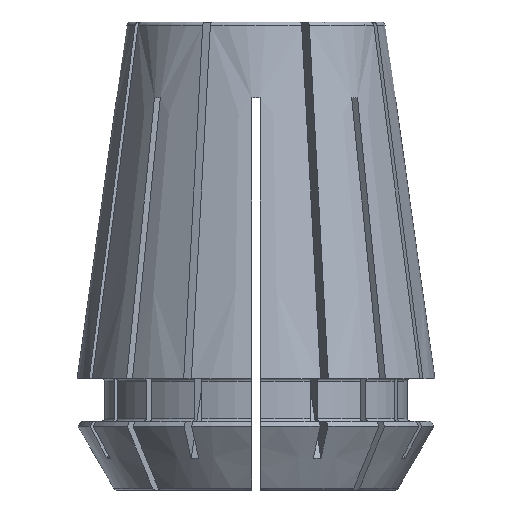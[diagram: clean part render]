
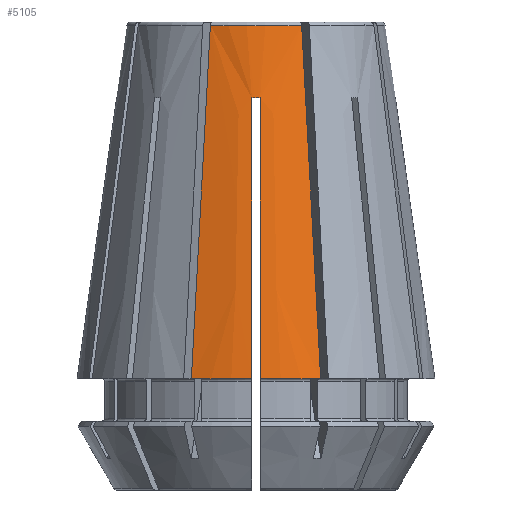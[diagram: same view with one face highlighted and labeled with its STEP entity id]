
A CAD part, front view. The second image highlights one B-rep face of the part: STEP entity #5105.
In plain terms, the highlighted conical face has half-angle 8 degrees and reference radius 13 mm.
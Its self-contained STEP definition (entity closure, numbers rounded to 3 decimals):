
#216=B_SPLINE_CURVE_WITH_KNOTS('',3,(#8871,#8872,#8873,#8874,#8875,#8876,
#8877),.UNSPECIFIED.,.F.,.F.,(4,3,4),(0.016,0.018,
0.037),.UNSPECIFIED.);
#245=B_SPLINE_CURVE_WITH_KNOTS('',3,(#9207,#9208,#9209,#9210,#9211,#9212,
#9213),.UNSPECIFIED.,.F.,.F.,(4,3,4),(0.,0.016,
0.026),.UNSPECIFIED.);
#246=B_SPLINE_CURVE_WITH_KNOTS('',3,(#9216,#9217,#9218,#9219,#9220,#9221,
#9222),.UNSPECIFIED.,.F.,.F.,(4,3,4),(0.016,0.018,
0.037),.UNSPECIFIED.);
#247=B_SPLINE_CURVE_WITH_KNOTS('',3,(#9223,#9224,#9225,#9226,#9227,#9228,
#9229),.UNSPECIFIED.,.F.,.F.,(4,3,4),(0.,0.016,
0.026),.UNSPECIFIED.);
#579=CIRCLE('',#5390,9.396);
#678=CIRCLE('',#5560,10.133);
#715=CIRCLE('',#5644,13.);
#717=CIRCLE('',#5648,13.);
#1808=ORIENTED_EDGE('',*,*,#2636,.F.);
#1809=ORIENTED_EDGE('',*,*,#3073,.T.);
#1810=ORIENTED_EDGE('',*,*,#3074,.T.);
#1811=ORIENTED_EDGE('',*,*,#2949,.F.);
#1812=ORIENTED_EDGE('',*,*,#2938,.F.);
#1813=ORIENTED_EDGE('',*,*,#3075,.T.);
#1814=ORIENTED_EDGE('',*,*,#3070,.T.);
#1815=ORIENTED_EDGE('',*,*,#3076,.F.);
#2636=EDGE_CURVE('',#3394,#3395,#579,.T.);
#2938=EDGE_CURVE('',#3616,#3617,#678,.T.);
#2949=EDGE_CURVE('',#3617,#3620,#216,.T.);
#3070=EDGE_CURVE('',#3679,#3680,#715,.T.);
#3073=EDGE_CURVE('',#3394,#3682,#245,.T.);
#3074=EDGE_CURVE('',#3682,#3620,#717,.T.);
#3075=EDGE_CURVE('',#3616,#3679,#246,.T.);
#3076=EDGE_CURVE('',#3395,#3680,#247,.T.);
#3394=VERTEX_POINT('',#7971);
#3395=VERTEX_POINT('',#7973);
#3616=VERTEX_POINT('',#8844);
#3617=VERTEX_POINT('',#8845);
#3620=VERTEX_POINT('',#8853);
#3679=VERTEX_POINT('',#9195);
#3680=VERTEX_POINT('',#9197);
#3682=VERTEX_POINT('',#9214);
#4521=EDGE_LOOP('',(#1808,#1809,#1810,#1811,#1812,#1813,#1814,#1815));
#4793=FACE_BOUND('',#4521,.T.);
#4901=CONICAL_SURFACE('',#5647,13.,0.14);
#5105=ADVANCED_FACE('',(#4793),#4901,.T.);
#5390=AXIS2_PLACEMENT_3D('',#7972,#6229,#6230);
#5560=AXIS2_PLACEMENT_3D('',#8843,#6692,#6693);
#5644=AXIS2_PLACEMENT_3D('',#9198,#6924,#6925);
#5647=AXIS2_PLACEMENT_3D('',#9206,#6930,#6931);
#5648=AXIS2_PLACEMENT_3D('',#9215,#6932,#6933);
#6229=DIRECTION('',(0.,0.,1.));
#6230=DIRECTION('',(1.,0.,0.));
#6692=DIRECTION('',(0.,0.,-1.));
#6693=DIRECTION('',(-1.,0.,0.));
#6924=DIRECTION('',(0.,0.,1.));
#6925=DIRECTION('',(1.,0.,0.));
#6930=DIRECTION('',(0.,0.,-1.));
#6931=DIRECTION('',(-1.,0.,0.));
#6932=DIRECTION('',(0.,0.,1.));
#6933=DIRECTION('',(1.,0.,0.));
#7971=CARTESIAN_POINT('',(-3.317,-8.791,33.742));
#7972=CARTESIAN_POINT('',(0.,0.,33.742));
#7973=CARTESIAN_POINT('',(3.317,-8.791,33.742));
#8843=CARTESIAN_POINT('',(0.,0.,28.5));
#8844=CARTESIAN_POINT('',(0.3,-10.129,28.5));
#8845=CARTESIAN_POINT('',(-0.3,-10.129,28.5));
#8853=CARTESIAN_POINT('',(-0.3,-12.997,8.1));
#8871=CARTESIAN_POINT('',(-0.3,-10.129,28.5));
#8872=CARTESIAN_POINT('',(-0.3,-10.242,27.695));
#8873=CARTESIAN_POINT('',(-0.3,-10.355,26.891));
#8874=CARTESIAN_POINT('',(-0.3,-10.468,26.086));
#8875=CARTESIAN_POINT('',(-0.3,-11.311,20.091));
#8876=CARTESIAN_POINT('',(-0.3,-12.154,14.095));
#8877=CARTESIAN_POINT('',(-0.3,-12.997,8.1));
#9195=CARTESIAN_POINT('',(0.3,-12.997,8.1));
#9197=CARTESIAN_POINT('',(4.696,-12.122,8.1));
#9198=CARTESIAN_POINT('',(0.,0.,8.1));
#9206=CARTESIAN_POINT('',(0.,0.,8.1));
#9207=CARTESIAN_POINT('',(-3.317,-8.791,33.742));
#9208=CARTESIAN_POINT('',(-3.61,-9.499,28.297));
#9209=CARTESIAN_POINT('',(-3.903,-10.206,22.851));
#9210=CARTESIAN_POINT('',(-4.196,-10.913,17.406));
#9211=CARTESIAN_POINT('',(-4.363,-11.316,14.304));
#9212=CARTESIAN_POINT('',(-4.53,-11.719,11.202));
#9213=CARTESIAN_POINT('',(-4.696,-12.122,8.1));
#9214=CARTESIAN_POINT('',(-4.696,-12.122,8.1));
#9215=CARTESIAN_POINT('',(0.,0.,8.1));
#9216=CARTESIAN_POINT('',(0.3,-10.129,28.5));
#9217=CARTESIAN_POINT('',(0.3,-10.242,27.695));
#9218=CARTESIAN_POINT('',(0.3,-10.355,26.891));
#9219=CARTESIAN_POINT('',(0.3,-10.468,26.086));
#9220=CARTESIAN_POINT('',(0.3,-11.311,20.091));
#9221=CARTESIAN_POINT('',(0.3,-12.154,14.095));
#9222=CARTESIAN_POINT('',(0.3,-12.997,8.1));
#9223=CARTESIAN_POINT('',(3.317,-8.791,33.742));
#9224=CARTESIAN_POINT('',(3.61,-9.499,28.297));
#9225=CARTESIAN_POINT('',(3.903,-10.206,22.851));
#9226=CARTESIAN_POINT('',(4.196,-10.913,17.406));
#9227=CARTESIAN_POINT('',(4.363,-11.316,14.304));
#9228=CARTESIAN_POINT('',(4.53,-11.719,11.202));
#9229=CARTESIAN_POINT('',(4.696,-12.122,8.1));
